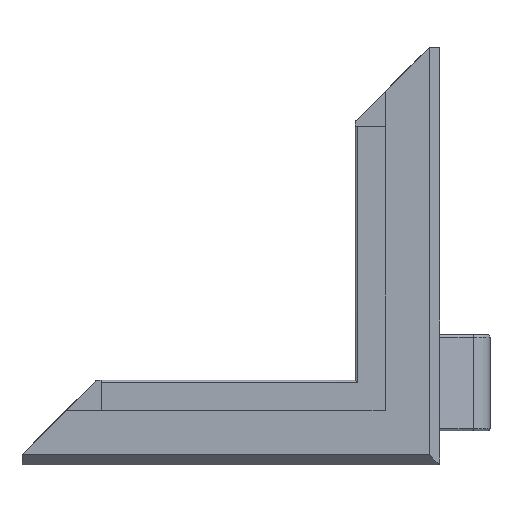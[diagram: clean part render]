
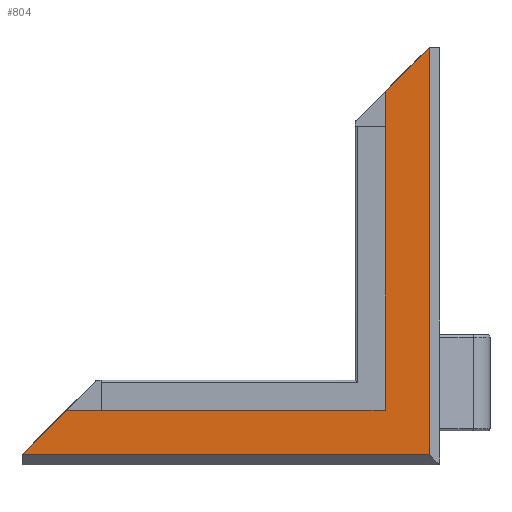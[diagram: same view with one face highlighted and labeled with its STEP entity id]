
A CAD part, left-side view. The second image highlights one B-rep face of the part: STEP entity #804.
In plain terms, the highlighted planar face has unit normal (-1, 0, 0).
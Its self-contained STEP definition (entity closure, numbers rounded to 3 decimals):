
#55=FACE_OUTER_BOUND('',#103,.T.);
#103=EDGE_LOOP('',(#546,#547,#548,#549,#550,#551));
#165=LINE('',#1178,#253);
#175=LINE('',#1202,#263);
#176=LINE('',#1204,#264);
#177=LINE('',#1206,#265);
#178=LINE('',#1208,#266);
#179=LINE('',#1209,#267);
#253=VECTOR('',#934,10.);
#263=VECTOR('',#950,10.);
#264=VECTOR('',#951,10.);
#265=VECTOR('',#952,10.);
#266=VECTOR('',#953,10.);
#267=VECTOR('',#954,10.);
#341=VERTEX_POINT('',#1176);
#342=VERTEX_POINT('',#1177);
#353=VERTEX_POINT('',#1201);
#354=VERTEX_POINT('',#1203);
#355=VERTEX_POINT('',#1205);
#356=VERTEX_POINT('',#1207);
#415=EDGE_CURVE('',#341,#342,#165,.T.);
#427=EDGE_CURVE('',#341,#353,#175,.T.);
#428=EDGE_CURVE('',#354,#353,#176,.T.);
#429=EDGE_CURVE('',#354,#355,#177,.T.);
#430=EDGE_CURVE('',#356,#355,#178,.T.);
#431=EDGE_CURVE('',#356,#342,#179,.T.);
#546=ORIENTED_EDGE('',*,*,#415,.F.);
#547=ORIENTED_EDGE('',*,*,#427,.T.);
#548=ORIENTED_EDGE('',*,*,#428,.F.);
#549=ORIENTED_EDGE('',*,*,#429,.T.);
#550=ORIENTED_EDGE('',*,*,#430,.F.);
#551=ORIENTED_EDGE('',*,*,#431,.T.);
#773=PLANE('',#856);
#804=ADVANCED_FACE('',(#55),#773,.F.);
#856=AXIS2_PLACEMENT_3D('',#1200,#948,#949);
#934=DIRECTION('',(0.,-0.707,0.707));
#948=DIRECTION('center_axis',(1.,0.,0.));
#949=DIRECTION('ref_axis',(0.,1.,0.));
#950=DIRECTION('',(0.,-1.,0.));
#951=DIRECTION('',(0.,0.,-1.));
#952=DIRECTION('',(0.,0.707,-0.707));
#953=DIRECTION('',(0.,0.,1.));
#954=DIRECTION('',(0.,1.,0.));
#1176=CARTESIAN_POINT('',(7.5,-137.6,-100.));
#1177=CARTESIAN_POINT('',(7.5,-146.85,-90.75));
#1178=CARTESIAN_POINT('',(7.5,-151.013,-86.588));
#1200=CARTESIAN_POINT('Origin',(7.5,-214.35,-100.));
#1201=CARTESIAN_POINT('',(7.5,-222.5,-100.));
#1202=CARTESIAN_POINT('',(7.5,-222.5,-100.));
#1203=CARTESIAN_POINT('',(7.5,-222.5,-15.1));
#1204=CARTESIAN_POINT('',(7.5,-222.5,-100.));
#1205=CARTESIAN_POINT('',(7.5,-213.25,-24.35));
#1206=CARTESIAN_POINT('',(7.5,-209.088,-28.513));
#1207=CARTESIAN_POINT('',(7.5,-213.25,-90.75));
#1208=CARTESIAN_POINT('',(7.5,-213.25,-100.));
#1209=CARTESIAN_POINT('',(7.5,-222.5,-90.75));
